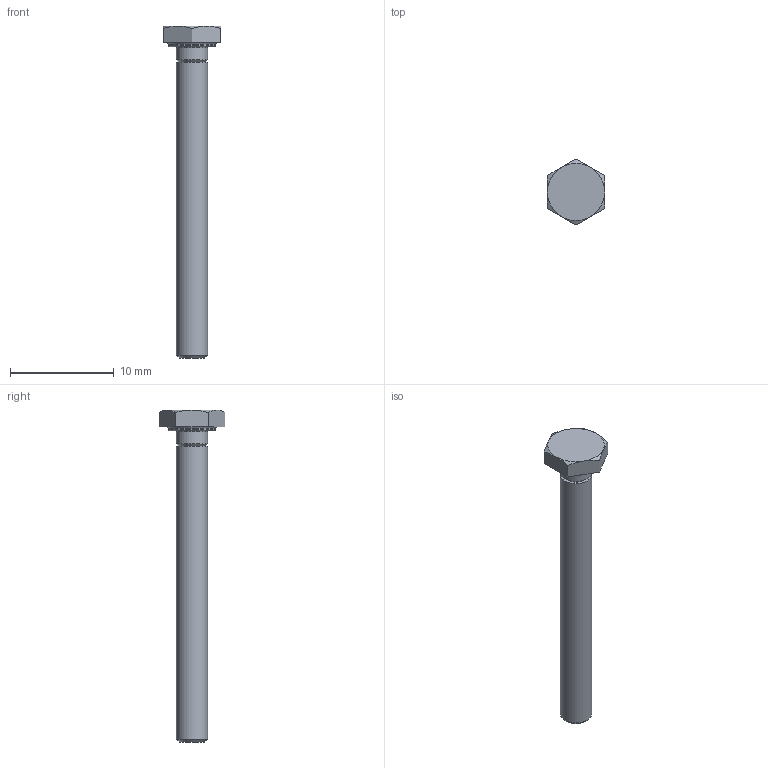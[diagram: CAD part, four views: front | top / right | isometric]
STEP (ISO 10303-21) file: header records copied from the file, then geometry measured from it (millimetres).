
FILE_DESCRIPTION (( 'STEP AP203' ), '1' );
FILE_NAME ('vis_iso_4017-m3x30-10_9.STEP', '2026-01-20T11:21:56', ( '' ), ( '' ), 'SwSTEP 2.0', 'SolidWorks 2024', '' );
FILE_SCHEMA (( 'CONFIG_CONTROL_DESIGN' ));
Length unit declared in the file: millimetre
Products named in the file (1): vis_iso_4017-m3x30-10_9
Bounding box: 5.5 x 6.35 x 32 mm (x, y, z)
Volume: 259.8 mm3; surface area: 369.4 mm2
Topology: 1 solids, 1 shells, 31 faces, 67 edges, 41 vertices
Faces by surface type: plane 11, cylinder 9, cone 8, torus 3
Full cylindrical faces by diameter (mm): 3 x2, 4.57 x1
Entity records: 865 total; most frequent: CARTESIAN_POINT 156, DIRECTION 140, ORIENTED_EDGE 118, AXIS2_PLACEMENT_3D 61, EDGE_CURVE 59, EDGE_LOOP 42, VERTEX_POINT 41, FACE_OUTER_BOUND 36
